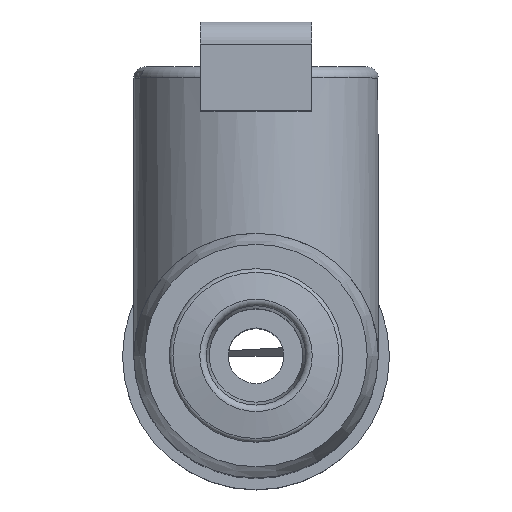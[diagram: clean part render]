
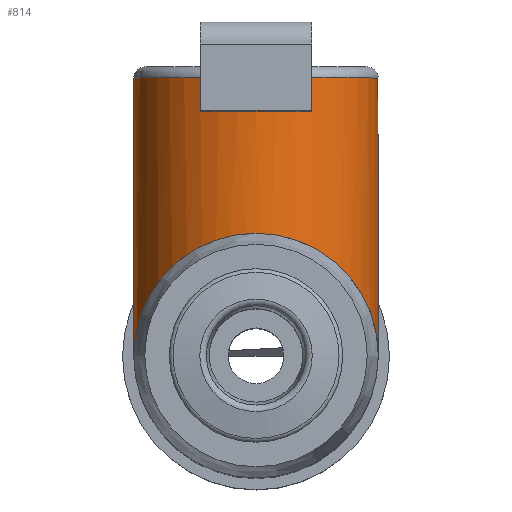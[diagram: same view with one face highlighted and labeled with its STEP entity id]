
A CAD part, top view. The second image highlights one B-rep face of the part: STEP entity #814.
In plain terms, the highlighted cylindrical face has radius 5.5 mm (diameter 11 mm), a full revolution.
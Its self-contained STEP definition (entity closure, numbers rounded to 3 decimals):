
#33=ELLIPSE('',#837,7.778,5.5);
#34=ELLIPSE('',#838,7.778,5.5);
#45=CYLINDRICAL_SURFACE('',#892,5.5);
#81=CIRCLE('',#893,5.5);
#82=CIRCLE('',#894,5.5);
#164=ORIENTED_EDGE('',*,*,#226,.F.);
#165=ORIENTED_EDGE('',*,*,#225,.F.);
#166=ORIENTED_EDGE('',*,*,#254,.T.);
#167=ORIENTED_EDGE('',*,*,#255,.T.);
#168=ORIENTED_EDGE('',*,*,#256,.F.);
#169=ORIENTED_EDGE('',*,*,#212,.F.);
#212=EDGE_CURVE('',#271,#272,#319,.T.);
#225=EDGE_CURVE('',#282,#283,#33,.F.);
#226=EDGE_CURVE('',#283,#282,#34,.T.);
#254=EDGE_CURVE('',#271,#311,#81,.T.);
#255=EDGE_CURVE('',#311,#312,#326,.T.);
#256=EDGE_CURVE('',#272,#312,#82,.T.);
#271=VERTEX_POINT('',#1096);
#272=VERTEX_POINT('',#1098);
#282=VERTEX_POINT('',#1134);
#283=VERTEX_POINT('',#1135);
#311=VERTEX_POINT('',#1219);
#312=VERTEX_POINT('',#1221);
#319=LINE('',#1097,#335);
#326=LINE('',#1220,#342);
#335=VECTOR('',#914,1000.);
#342=VECTOR('',#1049,1000.);
#407=EDGE_LOOP('',(#164,#165));
#408=EDGE_LOOP('',(#166,#167,#168,#169));
#477=FACE_BOUND('',#407,.T.);
#478=FACE_BOUND('',#408,.T.);
#814=ADVANCED_FACE('',(#477,#478),#45,.T.);
#837=AXIS2_PLACEMENT_3D('',#1133,#935,#936);
#838=AXIS2_PLACEMENT_3D('',#1136,#937,#938);
#892=AXIS2_PLACEMENT_3D('',#1217,#1045,#1046);
#893=AXIS2_PLACEMENT_3D('',#1218,#1047,#1048);
#894=AXIS2_PLACEMENT_3D('',#1222,#1050,#1051);
#914=DIRECTION('',(0.,-1.,0.));
#935=DIRECTION('',(0.,0.707,-0.707));
#936=DIRECTION('',(0.,-0.707,-0.707));
#937=DIRECTION('',(0.,-0.707,-0.707));
#938=DIRECTION('',(0.,0.707,-0.707));
#1045=DIRECTION('',(0.,-1.,0.));
#1046=DIRECTION('',(0.,0.,-1.));
#1047=DIRECTION('',(0.,-1.,0.));
#1048=DIRECTION('',(0.,0.,-1.));
#1049=DIRECTION('',(0.,-1.,0.));
#1050=DIRECTION('',(0.,1.,0.));
#1051=DIRECTION('',(0.,0.,1.));
#1096=CARTESIAN_POINT('',(-2.5,12.5,4.899));
#1097=CARTESIAN_POINT('',(-2.5,0.,4.899));
#1098=CARTESIAN_POINT('',(-2.5,11.,4.899));
#1133=CARTESIAN_POINT('',(0.,0.,0.));
#1134=CARTESIAN_POINT('',(5.5,0.,0.));
#1135=CARTESIAN_POINT('',(-5.5,0.,0.));
#1136=CARTESIAN_POINT('',(0.,0.,0.));
#1217=CARTESIAN_POINT('',(0.,0.,0.));
#1218=CARTESIAN_POINT('',(0.,12.5,0.));
#1219=CARTESIAN_POINT('',(2.5,12.5,4.899));
#1220=CARTESIAN_POINT('',(2.5,0.,4.899));
#1221=CARTESIAN_POINT('',(2.5,11.,4.899));
#1222=CARTESIAN_POINT('',(0.,11.,0.));
